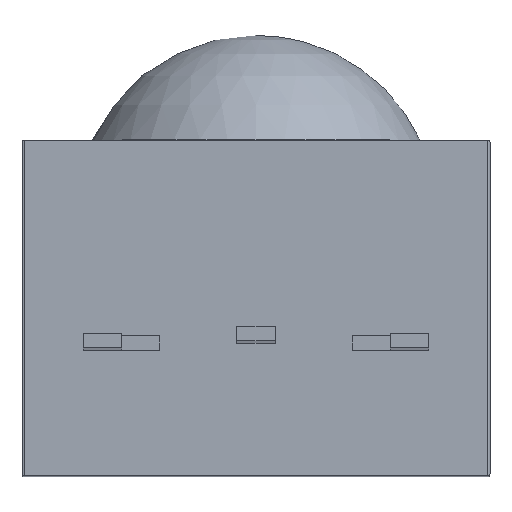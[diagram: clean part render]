
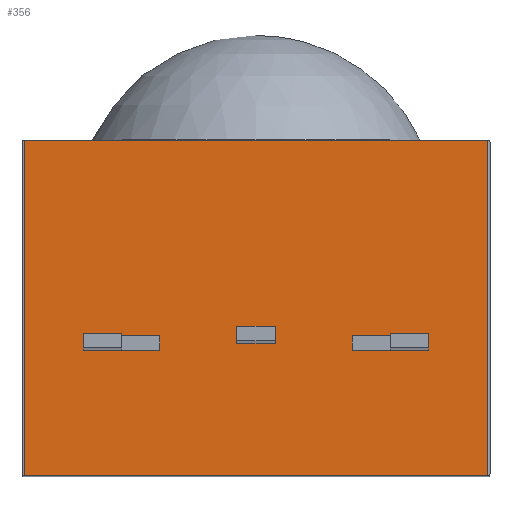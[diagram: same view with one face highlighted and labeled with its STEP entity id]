
A CAD part, top view. The second image highlights one B-rep face of the part: STEP entity #356.
In plain terms, the highlighted planar face has unit normal (0, 0, 1).
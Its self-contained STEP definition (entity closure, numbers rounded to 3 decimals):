
#8 = ORIENTED_EDGE ( 'NONE', *, *, #692, .T. ) ;
#11 = VECTOR ( 'NONE', #1536, 1000. ) ;
#27 = ORIENTED_EDGE ( 'NONE', *, *, #759, .F. ) ;
#35 = DIRECTION ( 'NONE',  ( 1., 0., 0. ) ) ;
#37 = DIRECTION ( 'NONE',  ( 0., 1., 0. ) ) ;
#39 = CARTESIAN_POINT ( 'NONE',  ( -0.275, 2.103, 3.9 ) ) ;
#49 = EDGE_LOOP ( 'NONE', ( #1242, #1257, #1506, #8 ) ) ;
#85 = DIRECTION ( 'NONE',  ( 1., 0., 0. ) ) ;
#103 = EDGE_CURVE ( 'NONE', #1025, #1450, #706, .T. ) ;
#114 = DIRECTION ( 'NONE',  ( 1., 0., 0. ) ) ;
#115 = EDGE_CURVE ( 'NONE', #1240, #1535, #327, .T. ) ;
#131 = LINE ( 'NONE', #273, #263 ) ;
#148 = ORIENTED_EDGE ( 'NONE', *, *, #1309, .T. ) ;
#149 = FACE_BOUND ( 'NONE', #519, .T. ) ;
#173 = EDGE_CURVE ( 'NONE', #600, #363, #1288, .T. ) ;
#180 = EDGE_CURVE ( 'NONE', #653, #1535, #989, .T. ) ;
#254 = CARTESIAN_POINT ( 'NONE',  ( 1.925, 1.795, 3.9 ) ) ;
#261 = DIRECTION ( 'NONE',  ( 1., 0., 0. ) ) ;
#263 = VECTOR ( 'NONE', #114, 1000. ) ;
#267 = FACE_OUTER_BOUND ( 'NONE', #49, .T. ) ;
#270 = EDGE_LOOP ( 'NONE', ( #1059, #793, #1304, #1118 ) ) ;
#273 = CARTESIAN_POINT ( 'NONE',  ( -3.35, 0., 3.9 ) ) ;
#278 = EDGE_CURVE ( 'NONE', #1144, #1606, #1355, .T. ) ;
#325 = LINE ( 'NONE', #1527, #801 ) ;
#327 = LINE ( 'NONE', #984, #1155 ) ;
#331 = CARTESIAN_POINT ( 'NONE',  ( 3.32, 0., 3.9 ) ) ;
#334 = CARTESIAN_POINT ( 'NONE',  ( 3.32, 4.8, 3.9 ) ) ;
#353 = LINE ( 'NONE', #774, #475 ) ;
#356 = ADVANCED_FACE ( 'NONE', ( #149, #267, #684, #1085 ), #703, .F. ) ;
#363 = VERTEX_POINT ( 'NONE', #1551 ) ;
#387 = CARTESIAN_POINT ( 'NONE',  ( -0.275, 1.898, 3.9 ) ) ;
#416 = VERTEX_POINT ( 'NONE', #331 ) ;
#443 = CARTESIAN_POINT ( 'NONE',  ( -1.925, 1.795, 3.9 ) ) ;
#471 = CARTESIAN_POINT ( 'NONE',  ( 0.275, 1.898, 3.9 ) ) ;
#475 = VECTOR ( 'NONE', #85, 1000. ) ;
#480 = LINE ( 'NONE', #471, #1690 ) ;
#498 = ORIENTED_EDGE ( 'NONE', *, *, #103, .T. ) ;
#519 = EDGE_LOOP ( 'NONE', ( #1685, #1370, #1470, #1463 ) ) ;
#522 = CARTESIAN_POINT ( 'NONE',  ( 1.375, 1.795, 3.9 ) ) ;
#527 = VECTOR ( 'NONE', #1556, 1000. ) ;
#558 = CARTESIAN_POINT ( 'NONE',  ( -3.32, 4.8, 3.9 ) ) ;
#600 = VERTEX_POINT ( 'NONE', #522 ) ;
#601 = DIRECTION ( 'NONE',  ( 1., 0., 0. ) ) ;
#602 = EDGE_CURVE ( 'NONE', #806, #416, #131, .T. ) ;
#605 = DIRECTION ( 'NONE',  ( 0., 1., 0. ) ) ;
#611 = CARTESIAN_POINT ( 'NONE',  ( -1.925, 1.795, 3.9 ) ) ;
#648 = DIRECTION ( 'NONE',  ( 0., 1., 0. ) ) ;
#653 = VERTEX_POINT ( 'NONE', #39 ) ;
#666 = VECTOR ( 'NONE', #1579, 1000. ) ;
#684 = FACE_BOUND ( 'NONE', #765, .T. ) ;
#692 = EDGE_CURVE ( 'NONE', #1075, #806, #1312, .T. ) ;
#703 = PLANE ( 'NONE',  #769 ) ;
#706 = LINE ( 'NONE', #1641, #854 ) ;
#713 = LINE ( 'NONE', #1543, #1665 ) ;
#720 = EDGE_CURVE ( 'NONE', #1040, #1240, #480, .T. ) ;
#746 = CARTESIAN_POINT ( 'NONE',  ( -3.32, 4.8, 3.9 ) ) ;
#748 = EDGE_CURVE ( 'NONE', #363, #1606, #353, .T. ) ;
#759 = EDGE_CURVE ( 'NONE', #1474, #1450, #1439, .T. ) ;
#765 = EDGE_LOOP ( 'NONE', ( #27, #876, #148, #498 ) ) ;
#769 = AXIS2_PLACEMENT_3D ( 'NONE', #1149, #1012, #869 ) ;
#774 = CARTESIAN_POINT ( 'NONE',  ( 1.925, 2., 3.9 ) ) ;
#793 = ORIENTED_EDGE ( 'NONE', *, *, #173, .T. ) ;
#794 = DIRECTION ( 'NONE',  ( 0., 1., 0. ) ) ;
#801 = VECTOR ( 'NONE', #35, 1000. ) ;
#806 = VERTEX_POINT ( 'NONE', #948 ) ;
#812 = CARTESIAN_POINT ( 'NONE',  ( 1.925, 1.795, 3.9 ) ) ;
#854 = VECTOR ( 'NONE', #1395, 1000. ) ;
#855 = DIRECTION ( 'NONE',  ( 0., 1., 0. ) ) ;
#868 = VECTOR ( 'NONE', #1163, 1000. ) ;
#869 = DIRECTION ( 'NONE',  ( -1., 0., 0. ) ) ;
#876 = ORIENTED_EDGE ( 'NONE', *, *, #1459, .F. ) ;
#913 = CARTESIAN_POINT ( 'NONE',  ( 1.925, 1.795, 3.9 ) ) ;
#925 = CARTESIAN_POINT ( 'NONE',  ( 0.275, 2.103, 3.9 ) ) ;
#948 = CARTESIAN_POINT ( 'NONE',  ( -3.32, 0., 3.9 ) ) ;
#952 = EDGE_CURVE ( 'NONE', #1040, #653, #1229, .T. ) ;
#984 = CARTESIAN_POINT ( 'NONE',  ( 0.275, 1.898, 3.9 ) ) ;
#989 = LINE ( 'NONE', #1397, #1078 ) ;
#994 = CARTESIAN_POINT ( 'NONE',  ( -0.275, 1.898, 3.9 ) ) ;
#998 = EDGE_CURVE ( 'NONE', #600, #1144, #1093, .T. ) ;
#1012 = DIRECTION ( 'NONE',  ( 0., 0., -1. ) ) ;
#1025 = VERTEX_POINT ( 'NONE', #1737 ) ;
#1040 = VERTEX_POINT ( 'NONE', #994 ) ;
#1052 = CARTESIAN_POINT ( 'NONE',  ( -1.375, 1.795, 3.9 ) ) ;
#1059 = ORIENTED_EDGE ( 'NONE', *, *, #998, .F. ) ;
#1075 = VERTEX_POINT ( 'NONE', #558 ) ;
#1078 = VECTOR ( 'NONE', #261, 1000. ) ;
#1085 = FACE_BOUND ( 'NONE', #270, .T. ) ;
#1093 = LINE ( 'NONE', #812, #1449 ) ;
#1118 = ORIENTED_EDGE ( 'NONE', *, *, #278, .F. ) ;
#1144 = VERTEX_POINT ( 'NONE', #913 ) ;
#1145 = VECTOR ( 'NONE', #648, 1000. ) ;
#1149 = CARTESIAN_POINT ( 'NONE',  ( -3.35, 4.8, 3.9 ) ) ;
#1155 = VECTOR ( 'NONE', #37, 1000. ) ;
#1163 = DIRECTION ( 'NONE',  ( 1., 0., 0. ) ) ;
#1227 = VERTEX_POINT ( 'NONE', #334 ) ;
#1229 = LINE ( 'NONE', #387, #1145 ) ;
#1240 = VERTEX_POINT ( 'NONE', #1317 ) ;
#1242 = ORIENTED_EDGE ( 'NONE', *, *, #602, .T. ) ;
#1257 = ORIENTED_EDGE ( 'NONE', *, *, #1725, .T. ) ;
#1288 = LINE ( 'NONE', #1521, #1593 ) ;
#1289 = CARTESIAN_POINT ( 'NONE',  ( -1.375, 2., 3.9 ) ) ;
#1304 = ORIENTED_EDGE ( 'NONE', *, *, #748, .T. ) ;
#1309 = EDGE_CURVE ( 'NONE', #1752, #1025, #1713, .T. ) ;
#1312 = LINE ( 'NONE', #746, #527 ) ;
#1317 = CARTESIAN_POINT ( 'NONE',  ( 0.275, 1.898, 3.9 ) ) ;
#1355 = LINE ( 'NONE', #254, #666 ) ;
#1361 = DIRECTION ( 'NONE',  ( 1., 0., 0. ) ) ;
#1370 = ORIENTED_EDGE ( 'NONE', *, *, #952, .T. ) ;
#1377 = VECTOR ( 'NONE', #794, 1000. ) ;
#1395 = DIRECTION ( 'NONE',  ( 1., 0., 0. ) ) ;
#1397 = CARTESIAN_POINT ( 'NONE',  ( 0.275, 2.103, 3.9 ) ) ;
#1439 = LINE ( 'NONE', #1052, #11 ) ;
#1449 = VECTOR ( 'NONE', #1361, 1000. ) ;
#1450 = VERTEX_POINT ( 'NONE', #1289 ) ;
#1459 = EDGE_CURVE ( 'NONE', #1752, #1474, #1550, .T. ) ;
#1463 = ORIENTED_EDGE ( 'NONE', *, *, #115, .F. ) ;
#1470 = ORIENTED_EDGE ( 'NONE', *, *, #180, .T. ) ;
#1474 = VERTEX_POINT ( 'NONE', #1683 ) ;
#1506 = ORIENTED_EDGE ( 'NONE', *, *, #1736, .F. ) ;
#1521 = CARTESIAN_POINT ( 'NONE',  ( 1.375, 1.795, 3.9 ) ) ;
#1527 = CARTESIAN_POINT ( 'NONE',  ( -3.35, 4.8, 3.9 ) ) ;
#1535 = VERTEX_POINT ( 'NONE', #925 ) ;
#1536 = DIRECTION ( 'NONE',  ( 0., 1., 0. ) ) ;
#1543 = CARTESIAN_POINT ( 'NONE',  ( 3.32, 4.8, 3.9 ) ) ;
#1550 = LINE ( 'NONE', #611, #868 ) ;
#1551 = CARTESIAN_POINT ( 'NONE',  ( 1.375, 2., 3.9 ) ) ;
#1556 = DIRECTION ( 'NONE',  ( 0., -1., 0. ) ) ;
#1579 = DIRECTION ( 'NONE',  ( 0., 1., 0. ) ) ;
#1587 = CARTESIAN_POINT ( 'NONE',  ( -1.925, 1.795, 3.9 ) ) ;
#1593 = VECTOR ( 'NONE', #855, 1000. ) ;
#1606 = VERTEX_POINT ( 'NONE', #1680 ) ;
#1641 = CARTESIAN_POINT ( 'NONE',  ( -1.925, 2., 3.9 ) ) ;
#1665 = VECTOR ( 'NONE', #605, 1000. ) ;
#1680 = CARTESIAN_POINT ( 'NONE',  ( 1.925, 2., 3.9 ) ) ;
#1683 = CARTESIAN_POINT ( 'NONE',  ( -1.375, 1.795, 3.9 ) ) ;
#1685 = ORIENTED_EDGE ( 'NONE', *, *, #720, .F. ) ;
#1690 = VECTOR ( 'NONE', #601, 1000. ) ;
#1713 = LINE ( 'NONE', #1587, #1377 ) ;
#1725 = EDGE_CURVE ( 'NONE', #416, #1227, #713, .T. ) ;
#1736 = EDGE_CURVE ( 'NONE', #1075, #1227, #325, .T. ) ;
#1737 = CARTESIAN_POINT ( 'NONE',  ( -1.925, 2., 3.9 ) ) ;
#1752 = VERTEX_POINT ( 'NONE', #443 ) ;
